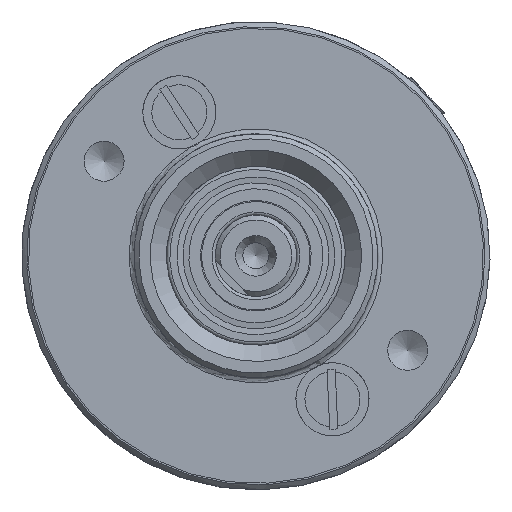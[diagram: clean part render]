
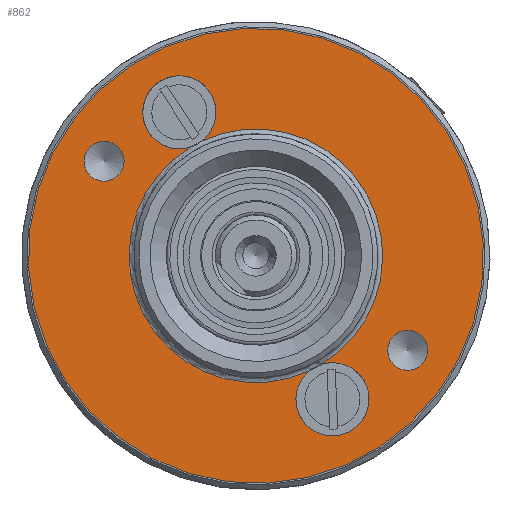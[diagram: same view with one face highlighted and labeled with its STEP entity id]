
A CAD part, front view. The second image highlights one B-rep face of the part: STEP entity #862.
In plain terms, the highlighted planar face has unit normal (0, -1, 0).
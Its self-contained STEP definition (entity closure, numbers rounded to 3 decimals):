
#98=PLANE($,#989);
#154=FACE_BOUND($,#275,.T.);
#155=FACE_BOUND($,#276,.T.);
#156=FACE_BOUND($,#277,.T.);
#195=FACE_OUTER_BOUND($,#274,.T.);
#274=EDGE_LOOP($,(#668));
#275=EDGE_LOOP($,(#669));
#276=EDGE_LOOP($,(#670));
#277=EDGE_LOOP($,(#671,#672,#673,#674));
#340=CIRCLE($,#964,1.23);
#342=CIRCLE($,#968,1.23);
#343=CIRCLE($,#970,2.25);
#347=CIRCLE($,#976,2.25);
#351=CIRCLE($,#982,7.8);
#353=CIRCLE($,#984,7.8);
#357=CIRCLE($,#990,14.);
#415=VERTEX_POINT($,#1422);
#417=VERTEX_POINT($,#1428);
#418=VERTEX_POINT($,#1431);
#419=VERTEX_POINT($,#1432);
#422=VERTEX_POINT($,#1441);
#423=VERTEX_POINT($,#1442);
#428=VERTEX_POINT($,#1461);
#514=EDGE_CURVE($,#415,#415,#340,.T.);
#516=EDGE_CURVE($,#417,#417,#342,.T.);
#517=EDGE_CURVE($,#418,#419,#343,.T.);
#521=EDGE_CURVE($,#422,#423,#347,.T.);
#525=EDGE_CURVE($,#418,#423,#351,.T.);
#527=EDGE_CURVE($,#422,#419,#353,.T.);
#531=EDGE_CURVE($,#428,#428,#357,.T.);
#668=ORIENTED_EDGE($,*,*,#531,.F.);
#669=ORIENTED_EDGE($,*,*,#514,.T.);
#670=ORIENTED_EDGE($,*,*,#516,.T.);
#671=ORIENTED_EDGE($,*,*,#517,.T.);
#672=ORIENTED_EDGE($,*,*,#527,.F.);
#673=ORIENTED_EDGE($,*,*,#521,.T.);
#674=ORIENTED_EDGE($,*,*,#525,.F.);
#862=ADVANCED_FACE($,(#195,#154,#155,#156),#98,.F.);
#964=AXIS2_PLACEMENT_3D($,#1423,#1140,#1141);
#968=AXIS2_PLACEMENT_3D($,#1429,#1148,#1149);
#970=AXIS2_PLACEMENT_3D($,#1433,#1152,#1153);
#976=AXIS2_PLACEMENT_3D($,#1443,#1164,#1165);
#982=AXIS2_PLACEMENT_3D($,#1451,#1176,#1177);
#984=AXIS2_PLACEMENT_3D($,#1453,#1180,#1181);
#989=AXIS2_PLACEMENT_3D($,#1460,#1190,#1191);
#990=AXIS2_PLACEMENT_3D($,#1462,#1192,#1193);
#1140=DIRECTION('center_axis',(0.,1.,0.));
#1141=DIRECTION('ref_axis',(0.683,0.,-0.73));
#1148=DIRECTION('center_axis',(0.,1.,0.));
#1149=DIRECTION('ref_axis',(0.683,0.,-0.73));
#1152=DIRECTION('center_axis',(0.,1.,0.));
#1153=DIRECTION('ref_axis',(0.683,0.,-0.73));
#1164=DIRECTION('center_axis',(0.,1.,0.));
#1165=DIRECTION('ref_axis',(0.683,0.,-0.73));
#1176=DIRECTION('center_axis',(0.,-1.,0.));
#1177=DIRECTION('ref_axis',(-0.683,0.,0.73));
#1180=DIRECTION('center_axis',(0.,-1.,0.));
#1181=DIRECTION('ref_axis',(-0.683,0.,0.73));
#1190=DIRECTION('center_axis',(0.,1.,0.));
#1191=DIRECTION('ref_axis',(0.73,0.,0.683));
#1192=DIRECTION('center_axis',(0.,1.,0.));
#1193=DIRECTION('ref_axis',(0.683,0.,-0.73));
#1422=CARTESIAN_POINT('',(9.971,20.31,-61.319));
#1423=CARTESIAN_POINT('Origin',(9.132,20.31,-60.421));
#1428=CARTESIAN_POINT('',(-8.702,20.31,-49.688));
#1429=CARTESIAN_POINT('Origin',(-9.542,20.31,-48.79));
#1431=CARTESIAN_POINT('',(3.829,20.31,-61.281));
#1432=CARTESIAN_POINT('',(3.094,20.31,-61.673));
#1433=CARTESIAN_POINT('Origin',(4.502,20.31,-63.428));
#1441=CARTESIAN_POINT('',(-4.239,20.31,-47.929));
#1442=CARTESIAN_POINT('',(-3.504,20.31,-47.537));
#1443=CARTESIAN_POINT('Origin',(-4.912,20.31,-45.783));
#1451=CARTESIAN_POINT('Origin',(-0.205,20.31,-54.605));
#1453=CARTESIAN_POINT('Origin',(-0.205,20.31,-54.605));
#1460=CARTESIAN_POINT('Origin',(-0.205,20.31,-54.605));
#1461=CARTESIAN_POINT('',(9.357,20.31,-64.831));
#1462=CARTESIAN_POINT('Origin',(-0.205,20.31,-54.605));
